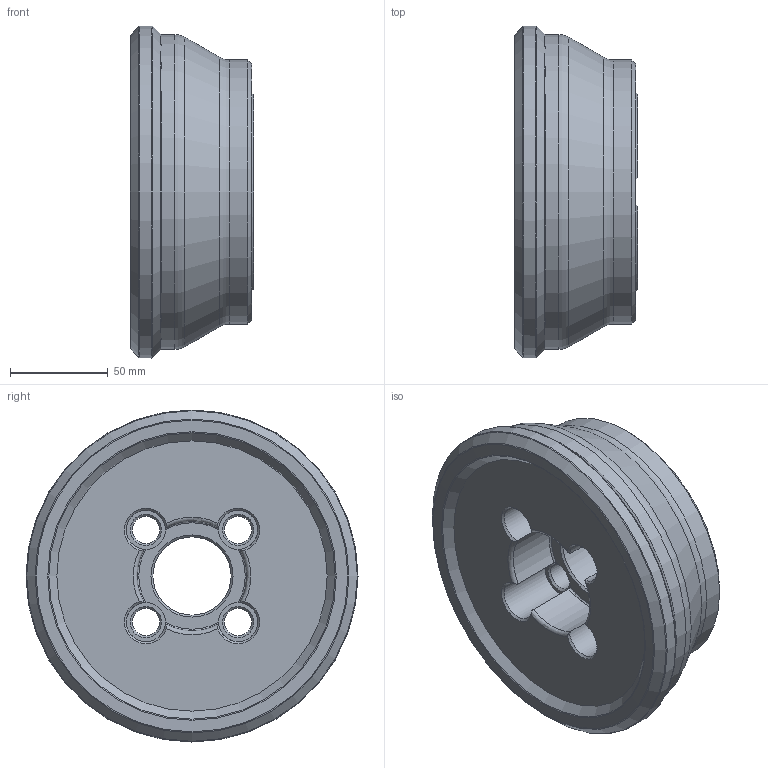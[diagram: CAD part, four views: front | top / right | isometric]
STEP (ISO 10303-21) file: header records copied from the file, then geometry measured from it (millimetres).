
FILE_DESCRIPTION(/* description */ (''),/* implementation_level */ '2;1');
FILE_NAME(/* name */ '160C09R_S45OD06D_SIM.stp',/* time_stamp */ '2020-01-14T10:52:38+01:00',/* author */ (''),/* organization */ (''),/* preprocessor_version */ 'ST-DEVELOPER v16.7',/* originating_system */ 'SIEMENS PLM Software NX 12.0',/* authorisation */ '');
FILE_SCHEMA (('AUTOMOTIVE_DESIGN { 1 0 10303 214 3 1 1 1 }'));
Length unit declared in the file: millimetre
Products named in the file (1): wq7006004AE132x2
Bounding box: 62.99 x 169.75 x 169.75 mm (x, y, z)
Volume: 982019.7 mm3; surface area: 105591.5 mm2
Topology: 2 solids, 2 shells, 104 faces, 264 edges, 164 vertices
Faces by surface type: cone 29, cylinder 21, plane 20, revolution 16, torus 14, bspline 4
Full cylindrical faces by diameter (mm): 14 x4, 20 x4, 40 x1, 135 x1, 161 x1
Entity records: 3291 total; most frequent: CARTESIAN_POINT 1011, DIRECTION 442, ORIENTED_EDGE 420, EDGE_CURVE 210, AXIS2_PLACEMENT_3D 195, EDGE_LOOP 162, VERTEX_POINT 156, FACE_BOUND 114
